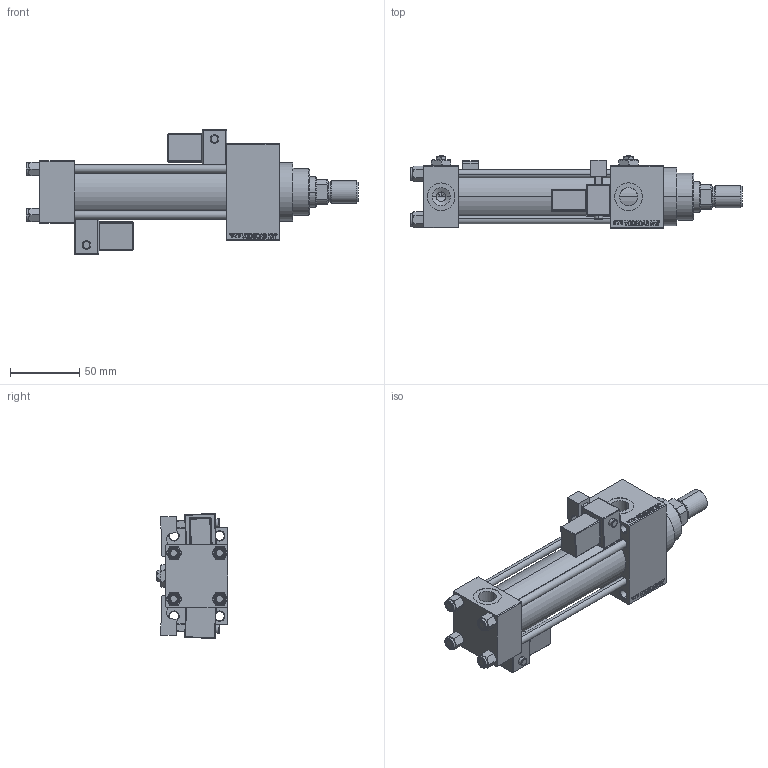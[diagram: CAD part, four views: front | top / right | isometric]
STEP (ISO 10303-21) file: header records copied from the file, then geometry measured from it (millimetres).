
FILE_DESCRIPTION (( 'STEP AP203' ), '1' );
FILE_NAME ('d3de.STEP', '2022-04-15T08:11:06', ( '' ), ( '' ), 'SwSTEP 2.0', 'SolidWorks 2019', '' );
FILE_SCHEMA (( 'CONFIG_CONTROL_DESIGN' ));
Length unit declared in the file: millimetre
Products named in the file (9): V215CR_D_Body 9d2c2483bc0093bd42d1b47ed6577a83; V215CR_VCP_D 9d2c2483bc0093bd42d1b47ed6577a83; Zatka_pro_OIL_PORT 9d2c2483bc0093bd42d1b47ed6577a83; V215_VC_A 9d2c2483bc0093bd42d1b47ed6577a83; ROD_END_AH 9d2c2483bc0093bd42d1b47ed6577a83; NUT_M5_D 9d2c2483bc0093bd42d1b47ed6577a83; d3de; V215CR_D_TYCINKA 9d2c2483bc0093bd42d1b47ed6577a83; V215CR_MSU 9d2c2483bc0093bd42d1b47ed6577a83
Assembly tree (16 placements, depth 2):
  d3de
    V215CR_D_Body 9d2c2483bc0093bd42d1b47ed6577a83
    V215CR_VCP_D 9d2c2483bc0093bd42d1b47ed6577a83
    NUT_M5_D 9d2c2483bc0093bd42d1b47ed6577a83  x4
    V215CR_D_TYCINKA 9d2c2483bc0093bd42d1b47ed6577a83  x4
    V215_VC_A 9d2c2483bc0093bd42d1b47ed6577a83
    ROD_END_AH 9d2c2483bc0093bd42d1b47ed6577a83
    V215CR_MSU 9d2c2483bc0093bd42d1b47ed6577a83  x2
    Zatka_pro_OIL_PORT 9d2c2483bc0093bd42d1b47ed6577a83  x2
Bounding box: 240 x 52 x 90.31 mm (x, y, z)
Volume: 335978.1 mm3; surface area: 117030.5 mm2
Topology: 16 solids, 16 shells, 1375 faces, 3373 edges, 2132 vertices
Faces by surface type: plane 608, bspline 368, cone 190, cylinder 163, sphere 24, torus 22
Entity records: 51899 total; most frequent: CARTESIAN_POINT 26080, ORIENTED_EDGE 5652, DIRECTION 3912, EDGE_CURVE 2826, VERTEX_POINT 1830, VECTOR 1664, LINE 1664, EDGE_LOOP 1278
